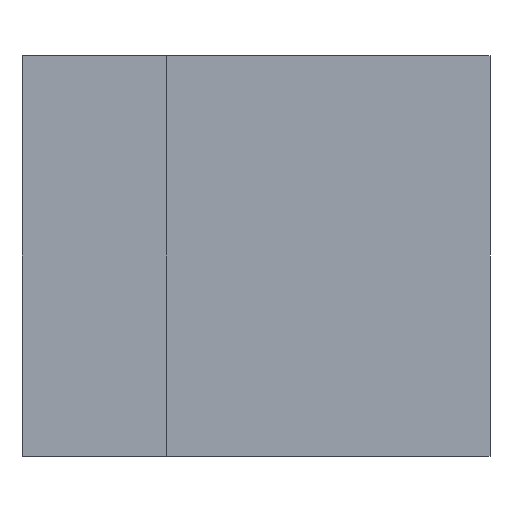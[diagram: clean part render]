
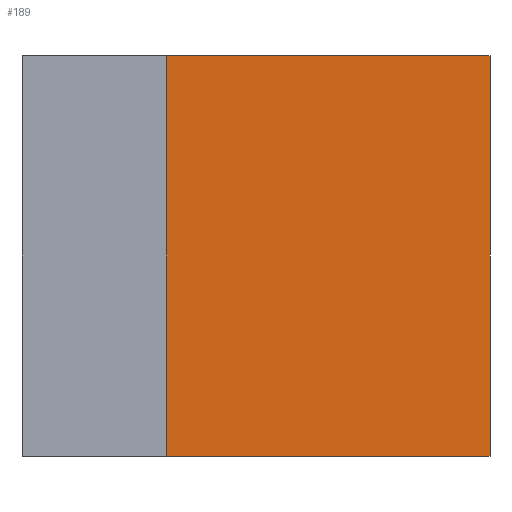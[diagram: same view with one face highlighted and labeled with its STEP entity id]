
A CAD part, front view. The second image highlights one B-rep face of the part: STEP entity #189.
In plain terms, the highlighted planar face has unit normal (0, -1, 0).
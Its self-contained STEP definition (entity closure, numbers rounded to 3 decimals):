
#23=FACE_OUTER_BOUND('',#33,.T.);
#33=EDGE_LOOP('',(#159,#160,#161,#162));
#44=LINE('',#271,#68);
#51=LINE('',#284,#75);
#57=LINE('',#296,#81);
#58=LINE('',#298,#82);
#68=VECTOR('',#220,10.);
#75=VECTOR('',#231,10.);
#81=VECTOR('',#243,10.);
#82=VECTOR('',#246,10.);
#90=VERTEX_POINT('',#268);
#91=VERTEX_POINT('',#270);
#95=VERTEX_POINT('',#282);
#98=VERTEX_POINT('',#294);
#108=EDGE_CURVE('',#90,#91,#44,.T.);
#115=EDGE_CURVE('',#95,#90,#51,.T.);
#121=EDGE_CURVE('',#98,#91,#57,.T.);
#122=EDGE_CURVE('',#95,#98,#58,.T.);
#159=ORIENTED_EDGE('',*,*,#122,.T.);
#160=ORIENTED_EDGE('',*,*,#121,.T.);
#161=ORIENTED_EDGE('',*,*,#108,.F.);
#162=ORIENTED_EDGE('',*,*,#115,.F.);
#179=PLANE('',#201);
#189=ADVANCED_FACE('',(#23),#179,.T.);
#201=AXIS2_PLACEMENT_3D('',#297,#244,#245);
#220=DIRECTION('',(1.,0.,0.));
#231=DIRECTION('',(0.,0.,1.));
#243=DIRECTION('',(0.,0.,1.));
#244=DIRECTION('center_axis',(0.,-1.,0.));
#245=DIRECTION('ref_axis',(1.,0.,0.));
#246=DIRECTION('',(1.,0.,0.));
#268=CARTESIAN_POINT('',(31.093,3.379,4.4));
#270=CARTESIAN_POINT('',(34.,3.379,4.4));
#271=CARTESIAN_POINT('',(31.425,3.379,4.4));
#282=CARTESIAN_POINT('',(31.093,3.379,0.8));
#284=CARTESIAN_POINT('',(31.093,3.379,0.8));
#294=CARTESIAN_POINT('',(34.,3.379,0.8));
#296=CARTESIAN_POINT('',(34.,3.379,0.8));
#297=CARTESIAN_POINT('Origin',(31.093,3.379,0.8));
#298=CARTESIAN_POINT('',(31.425,3.379,0.8));
